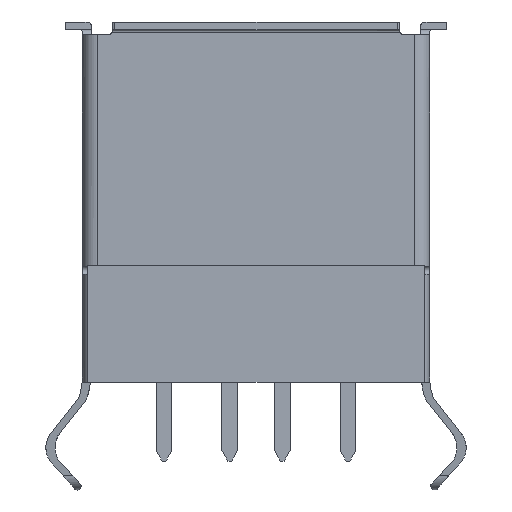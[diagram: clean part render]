
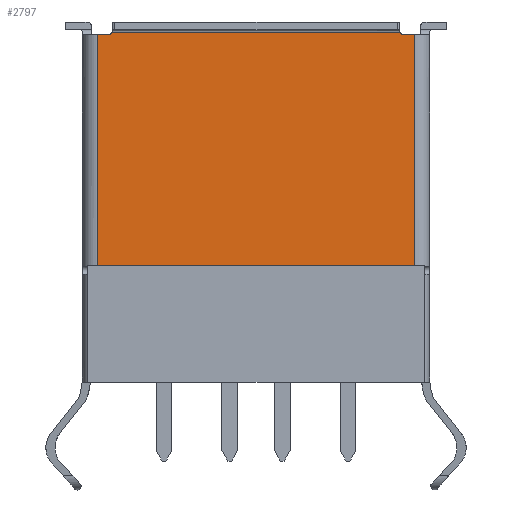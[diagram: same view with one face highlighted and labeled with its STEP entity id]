
A CAD part, front view. The second image highlights one B-rep face of the part: STEP entity #2797.
In plain terms, the highlighted planar face has unit normal (0, -1, 0).
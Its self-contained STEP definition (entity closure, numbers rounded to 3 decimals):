
#1225=EDGE_CURVE('',#3419,#2141,#3593,.T.);
#1245=VERTEX_POINT('',#3613);
#1379=EDGE_CURVE('',#1921,#2155,#3757,.T.);
#1859=EDGE_CURVE('',#2739,#3037,#4280,.T.);
#1921=VERTEX_POINT('',#4349);
#2071=EDGE_CURVE('',#1921,#2901,#4513,.T.);
#2141=VERTEX_POINT('',#4589);
#2155=VERTEX_POINT('',#4603);
#2235=EDGE_CURVE('',#2155,#3037,#4693,.T.);
#2497=EDGE_CURVE('',#2141,#2901,#4973,.T.);
#2739=VERTEX_POINT('',#5231);
#2797=ADVANCED_FACE('',(#5292),#5293,.T.);
#2901=VERTEX_POINT('',#5406);
#3019=EDGE_CURVE('',#1245,#3419,#5538,.T.);
#3037=VERTEX_POINT('',#5556);
#3235=EDGE_CURVE('',#2739,#1245,#5770,.T.);
#3419=VERTEX_POINT('',#5974);
#3593=LINE('',#6189,#6190);
#3613=CARTESIAN_POINT('',(6.017,0.74,-9.28));
#3757=CIRCLE('',#6458,0.188);
#4280=LINE('',#7244,#7245);
#4349=CARTESIAN_POINT('',(-5.472,0.74,-0.386));
#4513=LINE('',#7636,#7637);
#4589=CARTESIAN_POINT('',(5.634,0.74,-0.486));
#4603=CARTESIAN_POINT('',(-5.634,0.74,-0.486));
#4693=LINE('',#7897,#7898);
#4973=CIRCLE('',#8455,0.188);
#5231=CARTESIAN_POINT('',(-6.017,0.74,-9.28));
#5292=FACE_OUTER_BOUND('',#9026,.T.);
#5293=PLANE('',#9027);
#5406=CARTESIAN_POINT('',(5.472,0.74,-0.386));
#5538=LINE('',#9380,#9381);
#5556=CARTESIAN_POINT('',(-6.017,0.74,-0.486));
#5770=LINE('',#9782,#9783);
#5974=CARTESIAN_POINT('',(6.017,0.74,-0.486));
#6189=CARTESIAN_POINT('',(-2.183,0.74,-0.486));
#6190=VECTOR('',#10365,1.0);
#6458=AXIS2_PLACEMENT_3D('',#10527,#10528,#10529);
#7244=CARTESIAN_POINT('',(-6.017,0.74,-4.837));
#7245=VECTOR('',#11083,1.0);
#7636=CARTESIAN_POINT('',(-10.0,0.74,-0.386));
#7637=VECTOR('',#11355,1.0);
#7897=CARTESIAN_POINT('',(-8.125,0.74,-0.486));
#7898=VECTOR('',#11580,1.0);
#8455=AXIS2_PLACEMENT_3D('',#11818,#11819,#11820);
#9026=EDGE_LOOP('',(#12110,#12111,#12112,#12113,#12114,#12115,#12116,#12117));
#9027=AXIS2_PLACEMENT_3D('',#12118,#12119,#12120);
#9380=CARTESIAN_POINT('',(6.017,0.74,-4.837));
#9381=VECTOR('',#12405,1.0);
#9782=CARTESIAN_POINT('',(-5.0,0.74,-9.28));
#9783=VECTOR('',#12619,1.0);
#10365=DIRECTION('',(-1.0,0.0,0.));
#10527=CARTESIAN_POINT('',(-5.638,0.74,-0.299));
#10528=DIRECTION('',(0.0,1.0,0.0));
#10529=DIRECTION('',(-1.0,0.0,0.));
#11083=DIRECTION('',(0.,0.0,1.0));
#11355=DIRECTION('',(1.0,0.0,0.));
#11580=DIRECTION('',(-1.0,0.0,0.));
#11818=CARTESIAN_POINT('',(5.638,0.74,-0.299));
#11819=DIRECTION('',(0.0,1.0,0.0));
#11820=DIRECTION('',(-1.0,0.0,0.));
#12110=ORIENTED_EDGE('',*,*,#3235,.T.);
#12111=ORIENTED_EDGE('',*,*,#3019,.T.);
#12112=ORIENTED_EDGE('',*,*,#1225,.T.);
#12113=ORIENTED_EDGE('',*,*,#2497,.T.);
#12114=ORIENTED_EDGE('',*,*,#2071,.F.);
#12115=ORIENTED_EDGE('',*,*,#1379,.T.);
#12116=ORIENTED_EDGE('',*,*,#2235,.T.);
#12117=ORIENTED_EDGE('',*,*,#1859,.F.);
#12118=CARTESIAN_POINT('',(-10.0,0.74,-9.288));
#12119=DIRECTION('',(0.0,-1.0,0.0));
#12120=DIRECTION('',(0.,0.0,-1.0));
#12405=DIRECTION('',(0.,0.0,1.0));
#12619=DIRECTION('',(1.0,0.0,0.));
